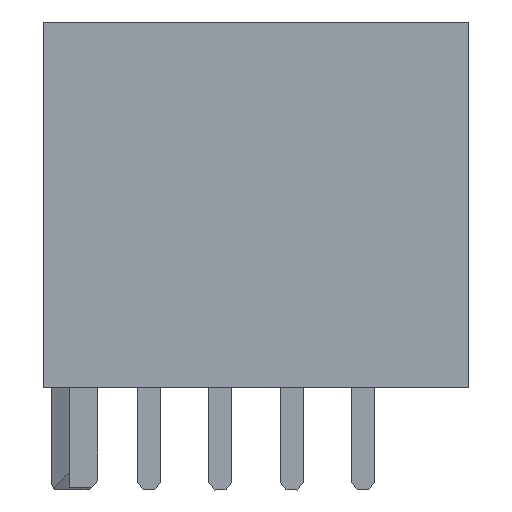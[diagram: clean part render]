
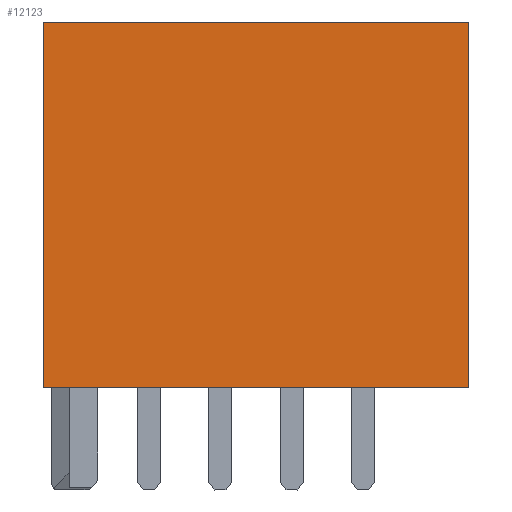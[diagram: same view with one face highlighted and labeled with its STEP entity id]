
A CAD part, left-side view. The second image highlights one B-rep face of the part: STEP entity #12123.
In plain terms, the highlighted face is planar.
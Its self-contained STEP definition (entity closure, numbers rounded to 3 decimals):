
#1184=ORIENTED_EDGE('',*,*,#4599,.F.);
#1185=ORIENTED_EDGE('',*,*,#4378,.F.);
#1186=ORIENTED_EDGE('',*,*,#4600,.F.);
#1187=ORIENTED_EDGE('',*,*,#4601,.F.);
#4378=EDGE_CURVE('',#6097,#6098,#7323,.T.);
#4599=EDGE_CURVE('',#6098,#6251,#7544,.T.);
#4600=EDGE_CURVE('',#6252,#6097,#7545,.T.);
#4601=EDGE_CURVE('',#6251,#6252,#7546,.T.);
#6097=VERTEX_POINT('',#17690);
#6098=VERTEX_POINT('',#17692);
#6251=VERTEX_POINT('',#18103);
#6252=VERTEX_POINT('',#18105);
#7323=LINE('',#17691,#9054);
#7544=LINE('',#18102,#9275);
#7545=LINE('',#18104,#9276);
#7546=LINE('',#18106,#9277);
#9054=VECTOR('',#14106,1000.);
#9275=VECTOR('',#14401,1000.);
#9276=VECTOR('',#14402,1000.);
#9277=VECTOR('',#14403,1000.);
#10283=EDGE_LOOP('',(#1184,#1185,#1186,#1187));
#10924=FACE_BOUND('',#10283,.T.);
#11545=PLANE('',#12773);
#12123=ADVANCED_FACE('',(#10924),#11545,.F.);
#12773=AXIS2_PLACEMENT_3D('',#18101,#14399,#14400);
#14106=DIRECTION('',(1.,0.,0.));
#14399=DIRECTION('',(0.,1.,0.));
#14400=DIRECTION('',(0.,0.,1.));
#14401=DIRECTION('',(0.,0.,-1.));
#14402=DIRECTION('',(0.,0.,1.));
#14403=DIRECTION('',(-1.,0.,0.));
#17690=CARTESIAN_POINT('',(-7.45,0.,6.4));
#17691=CARTESIAN_POINT('',(-7.45,0.,6.4));
#17692=CARTESIAN_POINT('',(7.45,0.,6.4));
#18101=CARTESIAN_POINT('',(0.,0.,0.));
#18102=CARTESIAN_POINT('',(7.45,0.,6.4));
#18103=CARTESIAN_POINT('',(7.45,0.,-6.4));
#18104=CARTESIAN_POINT('',(-7.45,0.,-6.4));
#18105=CARTESIAN_POINT('',(-7.45,0.,-6.4));
#18106=CARTESIAN_POINT('',(7.45,0.,-6.4));
